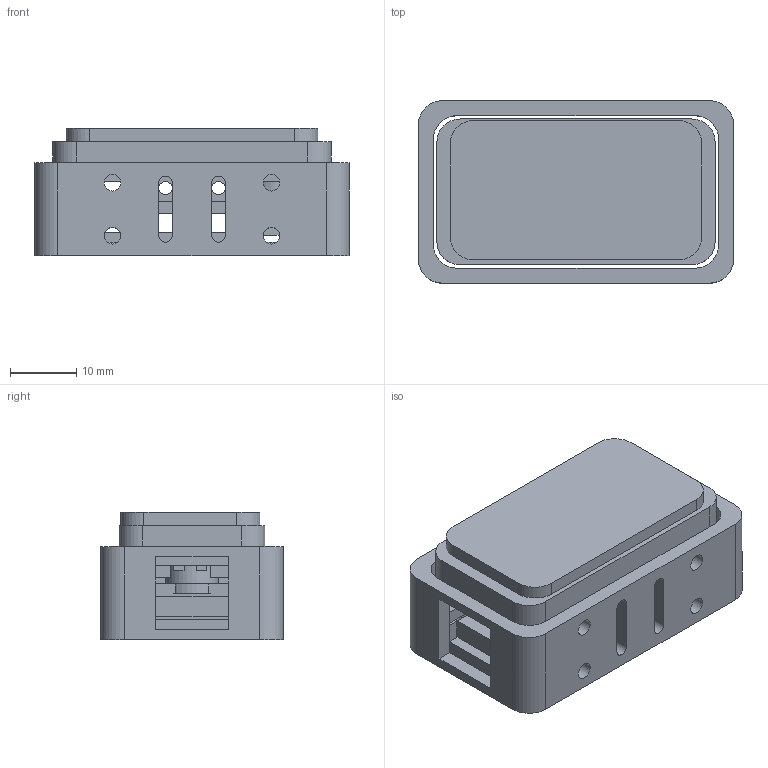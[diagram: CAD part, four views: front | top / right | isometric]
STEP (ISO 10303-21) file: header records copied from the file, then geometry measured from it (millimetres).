
FILE_DESCRIPTION(/* description */ (''),/* implementation_level */ '2;1');
FILE_NAME(/* name */ 'Tactile Sensor MK2 v15.step',/* time_stamp */ '2023-12-31T15:45:03-08:00',/* author */ (''),/* organization */ (''),/* preprocessor_version */ 'ST-DEVELOPER v20',/* originating_system */ 'Autodesk Translation Framework v12.14.0.127',/* authorisation */ '');
FILE_SCHEMA (('AUTOMOTIVE_DESIGN { 1 0 10303 214 3 1 1 }'));
Length unit declared in the file: inch
Products named in the file (11): Tactile Sensor MK2; 1; 49E Hall Sensor LM393; 3; 2; Silicon Tactile  (2); Resistance Paer; nylon wire vertical; termistor (2); silicon membrane; 4
Assembly tree (10 placements, depth 3):
  Tactile Sensor MK2
    1
    49E Hall Sensor LM393
    3
    2
    Silicon Tactile  (2)
      Resistance Paer
      nylon wire vertical
      termistor (2)
      silicon membrane
    4
Bounding box: 47.5 x 27.5 x 19.18 mm (x, y, z)
Volume: 15183.3 mm3; surface area: 17664.7 mm2
Topology: 10 solids, 10 shells, 233 faces, 624 edges, 410 vertices
Faces by surface type: plane 159, cylinder 70, cone 4
Full cylindrical faces by diameter (mm): 1.6 x2, 2 x6, 2.529 x12, 5.5 x1, 8 x1, 9 x2, 13 x2
Entity records: 7706 total; most frequent: CARTESIAN_POINT 1297, DIRECTION 1280, ORIENTED_EDGE 1248, EDGE_CURVE 624, LINE 470, VECTOR 470, VERTEX_POINT 410, AXIS2_PLACEMENT_3D 405
